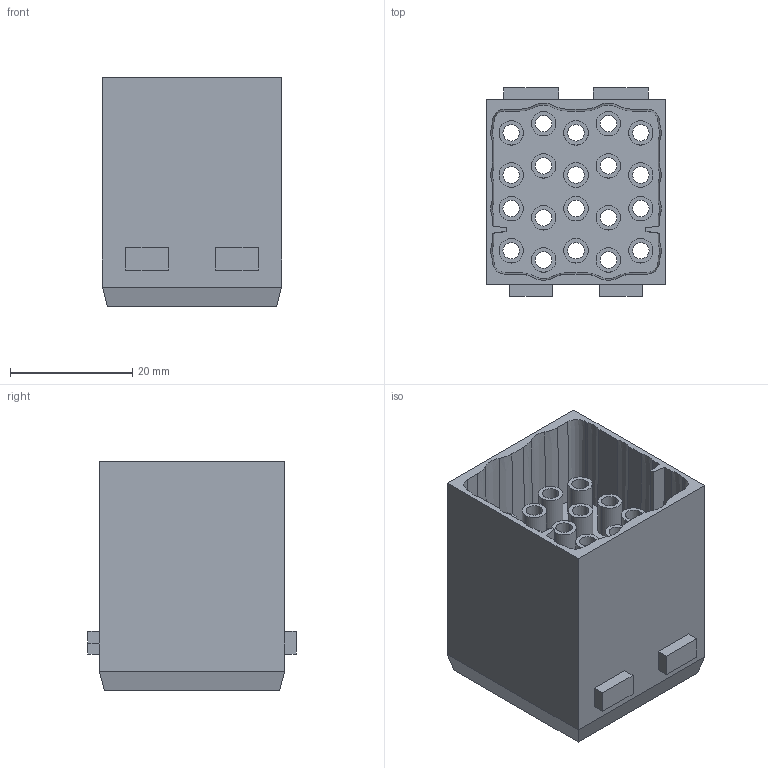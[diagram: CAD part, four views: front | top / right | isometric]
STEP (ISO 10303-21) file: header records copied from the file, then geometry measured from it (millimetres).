
FILE_DESCRIPTION(('Creo Elements/Direct Modeling STEP Export'),'2;1');
FILE_NAME('model.stp','2019-09-17T 9:08:22',(''),(''),'Creo Elements/Direct Modeling STEP processor for AP214 (Solid Model)','Creo Elements/Direct Modeling 20.1A 29-Sep-2018 (C) Parametric Technology GmbH','');
FILE_SCHEMA(('AUTOMOTIVE_DESIGN { 1 0 10303 214 1 1 1 1 }'));
Length unit declared in the file: millimetre
Products named in the file (2): HC_M_20_CT_M-select
Assembly tree (1 placements, depth 2):
  HC_M_20_CT_M-select
    HC_M_20_CT_M-select
Bounding box: 29.3 x 34.1 x 37.55 mm (x, y, z)
Volume: 13478.7 mm3; surface area: 17215 mm2
Topology: 1 solids, 1 shells, 367 faces, 917 edges, 597 vertices
Faces by surface type: plane 143, cylinder 140, cone 84
Entity records: 14456 total; most frequent: CARTESIAN_POINT 3142, ORIENTED_EDGE 1834, DIRECTION 1610, EDGE_CURVE 917, VERTEX_POINT 597, AXIS2_PLACEMENT_3D 585, EDGE_LOOP 452, VECTOR 440
